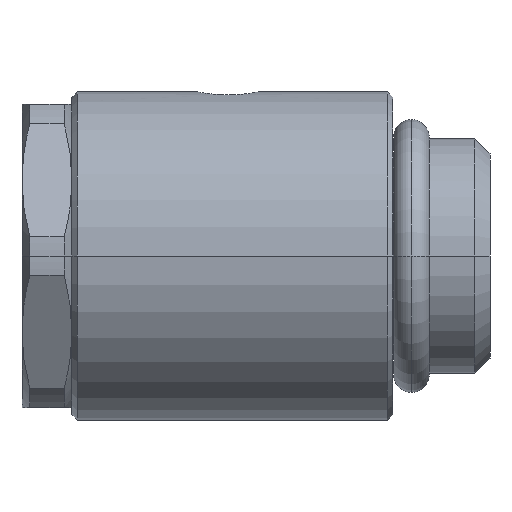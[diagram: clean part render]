
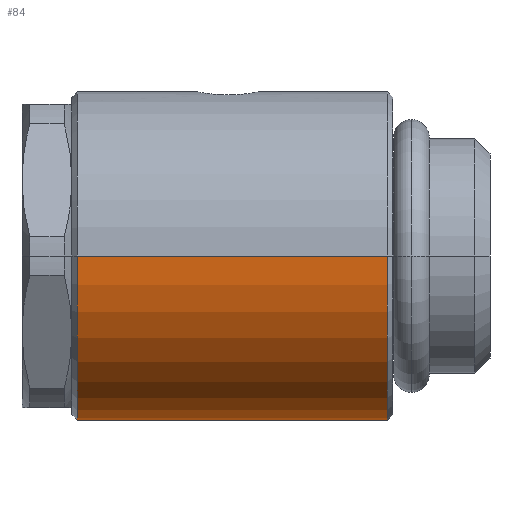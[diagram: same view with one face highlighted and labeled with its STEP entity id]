
A CAD part, left-side view. The second image highlights one B-rep face of the part: STEP entity #84.
In plain terms, the highlighted cylindrical face has radius 9.21 mm (diameter 18.42 mm), a partial arc.
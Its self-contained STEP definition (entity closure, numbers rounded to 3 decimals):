
#84=ADVANCED_FACE('',(#198),#199,.T.);
#198=FACE_OUTER_BOUND('',#417,.T.);
#199=CYLINDRICAL_SURFACE('',#418,9.21);
#417=EDGE_LOOP('',(#681,#682,#683,#684,#685,#686,#687));
#418=AXIS2_PLACEMENT_3D('',#688,#689,#690);
#681=ORIENTED_EDGE('',*,*,#1454,.F.);
#682=ORIENTED_EDGE('',*,*,#1455,.T.);
#683=ORIENTED_EDGE('',*,*,#1456,.F.);
#684=ORIENTED_EDGE('',*,*,#1451,.F.);
#685=ORIENTED_EDGE('',*,*,#1457,.F.);
#686=ORIENTED_EDGE('',*,*,#1458,.T.);
#687=ORIENTED_EDGE('',*,*,#1459,.T.);
#688=CARTESIAN_POINT('',(0.0,9.0,0.0));
#689=DIRECTION('',(-0.0,1.0,0.0));
#690=DIRECTION('',(1.0,0.0,0.0));
#1451=EDGE_CURVE('',#1717,#1720,#1721,.T.);
#1454=EDGE_CURVE('',#1725,#1726,#1727,.T.);
#1455=EDGE_CURVE('',#1725,#1728,#1729,.T.);
#1456=EDGE_CURVE('',#1720,#1728,#1730,.T.);
#1457=EDGE_CURVE('',#1731,#1717,#1732,.T.);
#1458=EDGE_CURVE('',#1731,#1733,#1734,.T.);
#1459=EDGE_CURVE('',#1733,#1726,#1735,.T.);
#1717=VERTEX_POINT('',#2170);
#1720=VERTEX_POINT('',#2174);
#1721=CIRCLE('',#2175,9.21);
#1725=VERTEX_POINT('',#2180);
#1726=VERTEX_POINT('',#2181);
#1727=LINE('',#2182,#2183);
#1728=VERTEX_POINT('',#2184);
#1729=CIRCLE('',#2185,9.21);
#1730=LINE('',#2186,#2187);
#1731=VERTEX_POINT('',#2188);
#1732=LINE('',#2189,#2190);
#1733=VERTEX_POINT('',#2191);
#1734=B_SPLINE_CURVE_WITH_KNOTS('',3,(#2192,#2193,#2194,#2195,#2196,#2197,#2198,#2199,#2200,#2201,#2202,#2203,#2204,#2205,#2206,#2207,#2208,#2209),.UNSPECIFIED.,.F.,.F.,(4,2,2,2,2,2,2,2,4),(19.181,19.979,20.778,21.576,22.375,23.175,23.975,24.775,25.575),.UNSPECIFIED.);
#1735=B_SPLINE_CURVE_WITH_KNOTS('',3,(#2210,#2211,#2212,#2213,#2214,#2215,#2216,#2217,#2218,#2219,#2220,#2221,#2222,#2223,#2224,#2225,#2226,#2227),.UNSPECIFIED.,.F.,.F.,(4,2,2,2,2,2,2,2,4),(25.575,26.374,27.174,27.974,28.774,29.573,30.371,31.17,31.968),.UNSPECIFIED.);
#2170=CARTESIAN_POINT('',(9.21,17.7,0.0));
#2174=CARTESIAN_POINT('',(-9.21,17.7,0.));
#2175=AXIS2_PLACEMENT_3D('',#3017,#3018,#3019);
#2180=CARTESIAN_POINT('',(9.21,0.3,0.0));
#2181=CARTESIAN_POINT('',(9.21,5.075,0.));
#2182=CARTESIAN_POINT('',(9.21,9.0,0.));
#2183=VECTOR('',#3024,1.0);
#2184=CARTESIAN_POINT('',(-9.21,0.3,0.));
#2185=AXIS2_PLACEMENT_3D('',#3025,#3026,#3027);
#2186=CARTESIAN_POINT('',(-9.21,9.0,0.));
#2187=VECTOR('',#3028,1.0);
#2188=CARTESIAN_POINT('',(9.21,13.425,0.0));
#2189=CARTESIAN_POINT('',(9.21,9.0,0.));
#2190=VECTOR('',#3029,1.0);
#2191=CARTESIAN_POINT('',(8.209,9.25,-4.175));
#2192=CARTESIAN_POINT('',(9.21,13.425,0.));
#2193=CARTESIAN_POINT('',(9.21,13.425,-0.266));
#2194=CARTESIAN_POINT('',(9.198,13.399,-0.54));
#2195=CARTESIAN_POINT('',(9.15,13.292,-1.083));
#2196=CARTESIAN_POINT('',(9.114,13.21,-1.352));
#2197=CARTESIAN_POINT('',(9.023,12.996,-1.865));
#2198=CARTESIAN_POINT('',(8.968,12.863,-2.11));
#2199=CARTESIAN_POINT('',(8.85,12.558,-2.562));
#2200=CARTESIAN_POINT('',(8.786,12.385,-2.769));
#2201=CARTESIAN_POINT('',(8.662,12.019,-3.136));
#2202=CARTESIAN_POINT('',(8.597,11.812,-3.308));
#2203=CARTESIAN_POINT('',(8.473,11.36,-3.613));
#2204=CARTESIAN_POINT('',(8.415,11.115,-3.746));
#2205=CARTESIAN_POINT('',(8.316,10.602,-3.96));
#2206=CARTESIAN_POINT('',(8.276,10.334,-4.041));
#2207=CARTESIAN_POINT('',(8.223,9.791,-4.149));
#2208=CARTESIAN_POINT('',(8.209,9.517,-4.175));
#2209=CARTESIAN_POINT('',(8.209,9.25,-4.175));
#2210=CARTESIAN_POINT('',(8.209,9.25,-4.175));
#2211=CARTESIAN_POINT('',(8.209,8.983,-4.175));
#2212=CARTESIAN_POINT('',(8.223,8.709,-4.149));
#2213=CARTESIAN_POINT('',(8.276,8.166,-4.041));
#2214=CARTESIAN_POINT('',(8.316,7.898,-3.96));
#2215=CARTESIAN_POINT('',(8.415,7.385,-3.746));
#2216=CARTESIAN_POINT('',(8.473,7.14,-3.613));
#2217=CARTESIAN_POINT('',(8.597,6.688,-3.308));
#2218=CARTESIAN_POINT('',(8.662,6.481,-3.136));
#2219=CARTESIAN_POINT('',(8.786,6.115,-2.769));
#2220=CARTESIAN_POINT('',(8.85,5.942,-2.562));
#2221=CARTESIAN_POINT('',(8.968,5.637,-2.11));
#2222=CARTESIAN_POINT('',(9.023,5.504,-1.865));
#2223=CARTESIAN_POINT('',(9.114,5.29,-1.352));
#2224=CARTESIAN_POINT('',(9.15,5.208,-1.083));
#2225=CARTESIAN_POINT('',(9.198,5.101,-0.54));
#2226=CARTESIAN_POINT('',(9.21,5.075,-0.266));
#2227=CARTESIAN_POINT('',(9.21,5.075,0.));
#3017=CARTESIAN_POINT('',(0.0,17.7,0.0));
#3018=DIRECTION('',(-0.0,1.0,0.0));
#3019=DIRECTION('',(1.0,0.0,0.0));
#3024=DIRECTION('',(0.0,1.0,0.0));
#3025=CARTESIAN_POINT('',(0.0,0.3,0.0));
#3026=DIRECTION('',(-0.0,1.0,0.0));
#3027=DIRECTION('',(1.0,0.0,0.0));
#3028=DIRECTION('',(-0.0,-1.0,-0.0));
#3029=DIRECTION('',(0.0,1.0,0.0));
